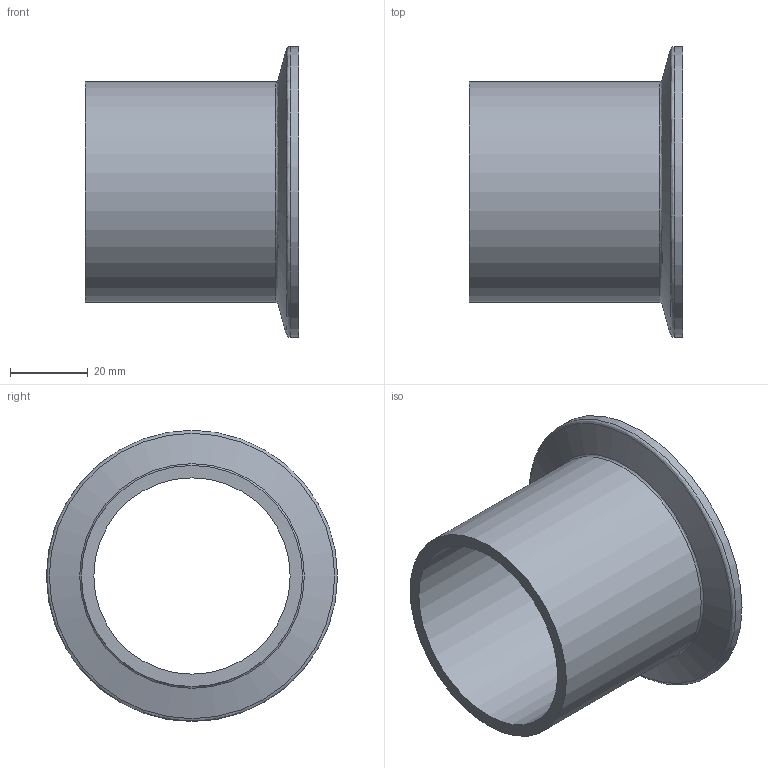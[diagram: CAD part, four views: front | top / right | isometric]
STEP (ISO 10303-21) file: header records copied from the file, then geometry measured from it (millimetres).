
FILE_DESCRIPTION (( 'STEP AP214' ), '1' );
FILE_NAME ('FULLVAC BT1KF505755.STEP', '2019-04-23T14:20:32', ( '' ), ( '' ), 'SwSTEP 2.0', 'SolidWorks 2017', '' );
FILE_SCHEMA (( 'AUTOMOTIVE_DESIGN' ));
Length unit declared in the file: millimetre
Products named in the file (1): FULLVAC BT1KF505755
Bounding box: 55 x 75 x 75 mm (x, y, z)
Volume: 36616.2 mm3; surface area: 22931.9 mm2
Topology: 1 solids, 1 shells, 11 faces, 21 edges, 13 vertices
Faces by surface type: cylinder 4, bspline 3, plane 3, cone 1
Full cylindrical faces by diameter (mm): 50.6 x1, 52.4 x1, 57 x1, 75 x1
Entity records: 808 total; most frequent: CARTESIAN_POINT 595, DIRECTION 38, ORIENTED_EDGE 22, EDGE_LOOP 22, AXIS2_PLACEMENT_3D 19, FACE_OUTER_BOUND 18, VERTEX_POINT 11, ADVANCED_FACE 11
